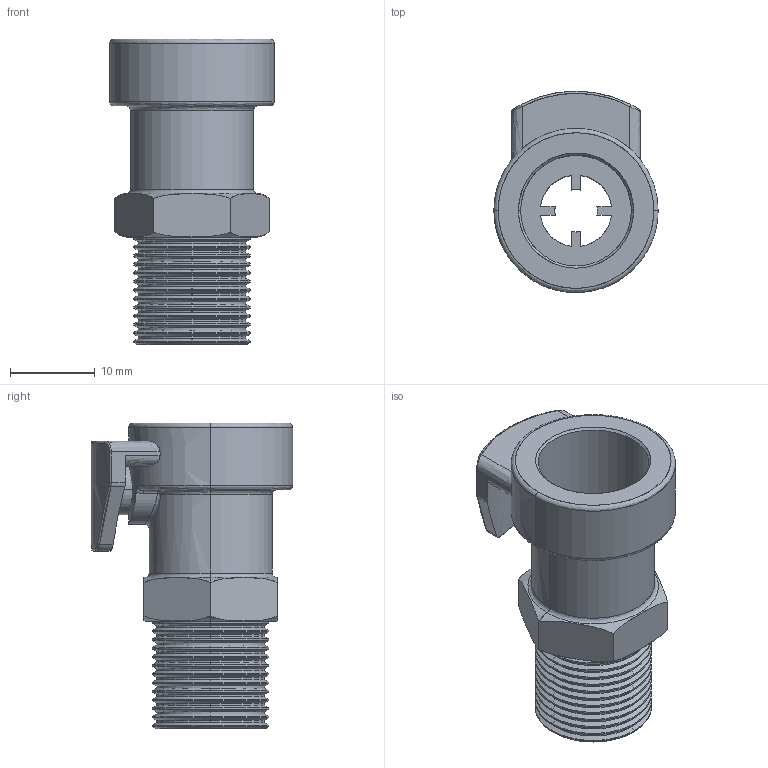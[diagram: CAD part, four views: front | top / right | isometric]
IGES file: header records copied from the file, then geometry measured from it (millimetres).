
Start section: SolidWorks IGES file using analytic representation for surfaces
Global section: file name: E-Q-180231.IGS; native system: SolidWorks 2019; preprocessor: SolidWorks 2019; author: WTsang; date: 210505.122516; units: millimetre
Bounding box: 19.35 x 23.75 x 36.04 mm (x, y, z)
Surface area: 4294.8 mm2 (no closed solid volume)
Topology: 0 solids, 0 shells, 194 faces, 1748 edges, 1746 vertices
Faces by surface type: revolution 134, bspline 60
